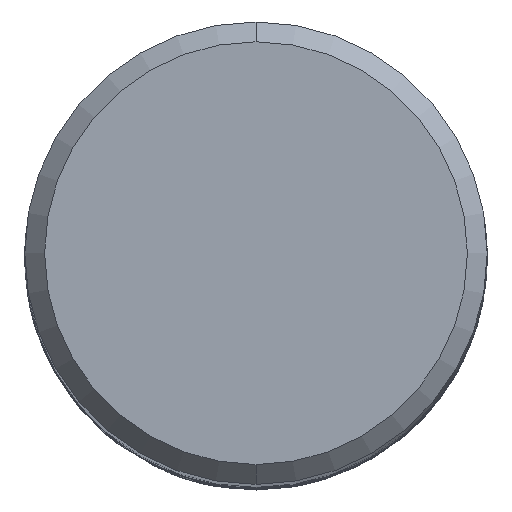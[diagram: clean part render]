
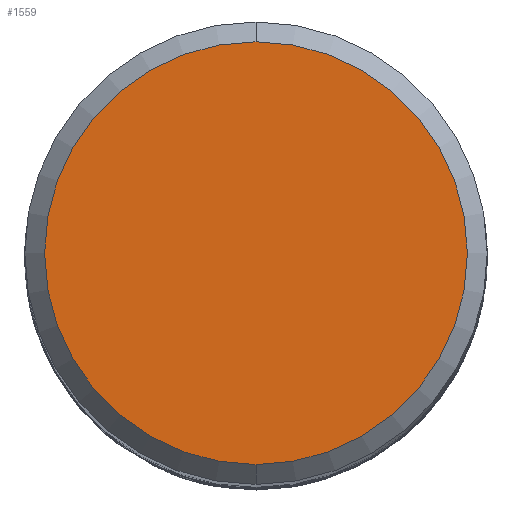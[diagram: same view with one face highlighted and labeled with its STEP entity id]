
A CAD part, top view. The second image highlights one B-rep face of the part: STEP entity #1559.
In plain terms, the highlighted planar face has unit normal (0, 0, 1).
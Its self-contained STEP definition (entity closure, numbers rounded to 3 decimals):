
#1559=ADVANCED_FACE('',(#3815),#3816,.T.);
#1699=EDGE_CURVE('',#2781,#2591,#3967,.T.);
#2249=EDGE_CURVE('',#2591,#2781,#4563,.T.);
#2591=VERTEX_POINT('',#4939);
#2781=VERTEX_POINT('',#5146);
#3815=FACE_OUTER_BOUND('',#9465,.T.);
#3816=PLANE('',#9466);
#3967=CIRCLE('',#11590,6.4);
#4563=CIRCLE('',#19433,6.4);
#4939=CARTESIAN_POINT('',(0.,-6.4,0.0));
#5146=CARTESIAN_POINT('',(0.0,6.4,0.0));
#9465=EDGE_LOOP('',(#34447,#34448));
#9466=AXIS2_PLACEMENT_3D('',#34449,#34450,#34451);
#11590=AXIS2_PLACEMENT_3D('',#34597,#34598,#34599);
#19433=AXIS2_PLACEMENT_3D('',#35200,#35201,#35202);
#34447=ORIENTED_EDGE('',*,*,#1699,.F.);
#34448=ORIENTED_EDGE('',*,*,#2249,.F.);
#34449=CARTESIAN_POINT('',(0.0,3.2,0.0));
#34450=DIRECTION('',(-0.0,0.0,1.0));
#34451=DIRECTION('',(0.0,-1.0,0.0));
#34597=CARTESIAN_POINT('',(0.0,0.0,0.0));
#34598=DIRECTION('',(0.0,0.0,-1.0));
#34599=DIRECTION('',(0.0,1.0,0.0));
#35200=CARTESIAN_POINT('',(0.0,0.0,0.0));
#35201=DIRECTION('',(0.0,0.0,-1.0));
#35202=DIRECTION('',(0.0,1.0,0.0));
